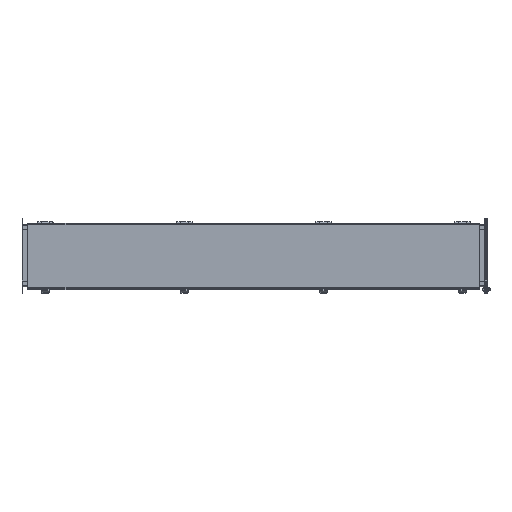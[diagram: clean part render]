
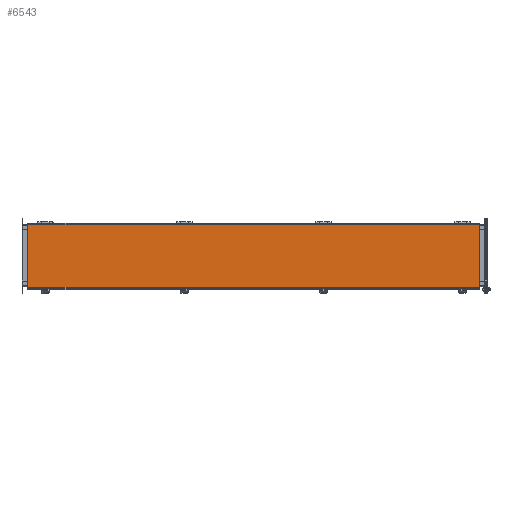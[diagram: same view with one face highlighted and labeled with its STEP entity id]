
A CAD part, top view. The second image highlights one B-rep face of the part: STEP entity #6543.
In plain terms, the highlighted planar face has unit normal (0, 0, 1).
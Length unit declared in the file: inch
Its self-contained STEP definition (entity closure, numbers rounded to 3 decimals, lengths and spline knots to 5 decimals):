
#36 = VECTOR ( 'NONE', #5448, 39.37008 ) ;
#72 = FACE_OUTER_BOUND ( 'NONE', #14072, .T. ) ;
#783 = LINE ( 'NONE', #7305, #19147 ) ;
#1218 = VECTOR ( 'NONE', #26252, 39.37008 ) ;
#2227 = CARTESIAN_POINT ( 'NONE',  ( 29.234, -4.07943, 8.172 ) ) ;
#2927 = CARTESIAN_POINT ( 'NONE',  ( -29.234, 4.07957, 8.172 ) ) ;
#3418 = CARTESIAN_POINT ( 'NONE',  ( -29.234, -4.18743, 8.172 ) ) ;
#3803 = CARTESIAN_POINT ( 'NONE',  ( 29.234, 4.18757, 8.172 ) ) ;
#4215 = VERTEX_POINT ( 'NONE', #2227 ) ;
#5448 = DIRECTION ( 'NONE',  ( 0., 1., 0. ) ) ;
#5591 = LINE ( 'NONE', #3418, #36 ) ;
#6216 = CARTESIAN_POINT ( 'NONE',  ( 29.234, 4.07957, 8.172 ) ) ;
#6543 = ADVANCED_FACE ( 'NONE', ( #72 ), #13114, .T. ) ;
#7305 = CARTESIAN_POINT ( 'NONE',  ( -29.234, 4.07957, 8.172 ) ) ;
#8127 = DIRECTION ( 'NONE',  ( 1., 0., 0. ) ) ;
#13114 = PLANE ( 'NONE',  #19346 ) ;
#13201 = EDGE_CURVE ( 'NONE', #4215, #20763, #22447, .T. ) ;
#14072 = EDGE_LOOP ( 'NONE', ( #21868, #15606, #25151, #14380 ) ) ;
#14380 = ORIENTED_EDGE ( 'NONE', *, *, #14775, .F. ) ;
#14775 = EDGE_CURVE ( 'NONE', #22841, #20763, #783, .T. ) ;
#14882 = EDGE_CURVE ( 'NONE', #14901, #4215, #20393, .T. ) ;
#14901 = VERTEX_POINT ( 'NONE', #16311 ) ;
#15606 = ORIENTED_EDGE ( 'NONE', *, *, #14882, .T. ) ;
#16040 = CARTESIAN_POINT ( 'NONE',  ( -29.234, -4.07943, 8.172 ) ) ;
#16311 = CARTESIAN_POINT ( 'NONE',  ( -29.234, -4.07943, 8.172 ) ) ;
#18842 = EDGE_CURVE ( 'NONE', #14901, #22841, #5591, .T. ) ;
#19147 = VECTOR ( 'NONE', #23644, 39.37008 ) ;
#19346 = AXIS2_PLACEMENT_3D ( 'NONE', #23449, #23190, #25354 ) ;
#20393 = LINE ( 'NONE', #16040, #21767 ) ;
#20763 = VERTEX_POINT ( 'NONE', #6216 ) ;
#21767 = VECTOR ( 'NONE', #8127, 39.37008 ) ;
#21868 = ORIENTED_EDGE ( 'NONE', *, *, #18842, .F. ) ;
#22447 = LINE ( 'NONE', #3803, #1218 ) ;
#22841 = VERTEX_POINT ( 'NONE', #2927 ) ;
#23190 = DIRECTION ( 'NONE',  ( 0., 0., 1. ) ) ;
#23449 = CARTESIAN_POINT ( 'NONE',  ( -29.234, -4.18743, 8.172 ) ) ;
#23644 = DIRECTION ( 'NONE',  ( 1., 0., 0. ) ) ;
#25151 = ORIENTED_EDGE ( 'NONE', *, *, #13201, .T. ) ;
#25354 = DIRECTION ( 'NONE',  ( 1., 0., 0. ) ) ;
#26252 = DIRECTION ( 'NONE',  ( 0., 1., 0. ) ) ;
